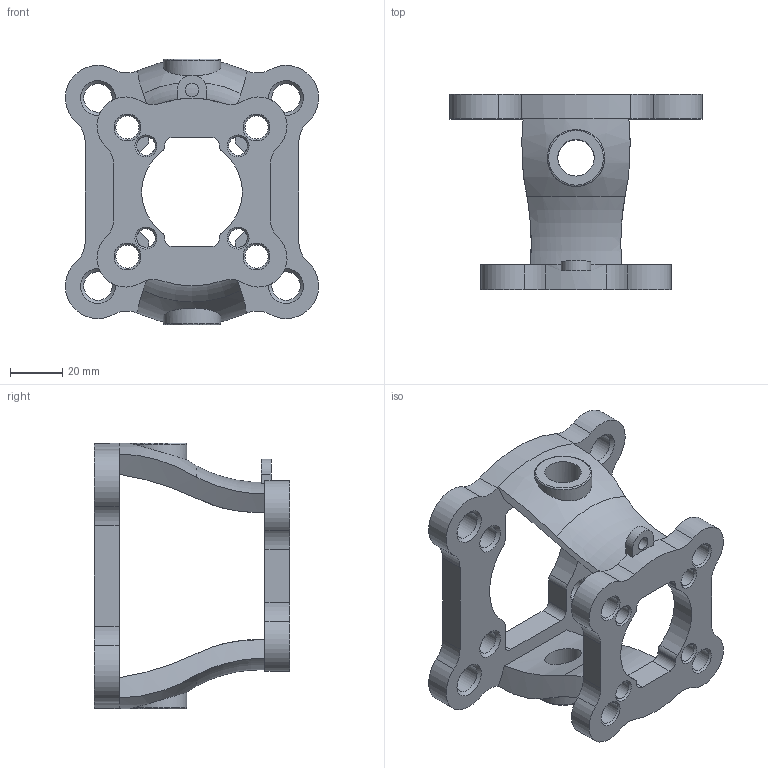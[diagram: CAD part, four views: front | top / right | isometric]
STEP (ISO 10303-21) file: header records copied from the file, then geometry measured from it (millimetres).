
FILE_DESCRIPTION(/* description */ ('STEP AP214'),/* implementation_level */ '2;1');
FILE_NAME(/* name */ '8087465_DARQ-B-F0710-F0507-R1',/* time_stamp */ '2024-08-14T15:24:30+02:00',/* author */ ('License CC BY-ND 4.0'),/* organization */ ('CADENAS'),/* preprocessor_version */ 'ST-DEVELOPER v19.3',/* originating_system */ 'PARTsolutions',/* authorisation */ ' ');
FILE_SCHEMA (('AUTOMOTIVE_DESIGN {1 0 10303 214 3 1 1}'));
Length unit declared in the file: millimetre
Products named in the file (1): 8087465 DARQ-B-F0710-F0507-R1---(high)
Bounding box: 97.12 x 74.9 x 102 mm (x, y, z)
Volume: 118050.7 mm3; surface area: 39635 mm2
Topology: 1 solids, 1 shells, 142 faces, 392 edges, 248 vertices
Faces by surface type: cylinder 74, cone 32, plane 26, torus 6, bspline 4
Full cylindrical faces by diameter (mm): 5.08 x1, 7.1 x4, 8.9 x8, 10.9 x4, 14 x2
Entity records: 4463 total; most frequent: CARTESIAN_POINT 935, DIRECTION 754, ORIENTED_EDGE 658, EDGE_CURVE 329, AXIS2_PLACEMENT_3D 322, VERTEX_POINT 238, EDGE_LOOP 235, FACE_BOUND 235
